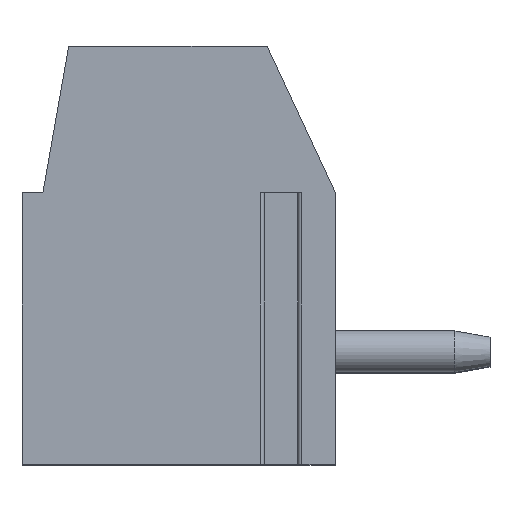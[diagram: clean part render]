
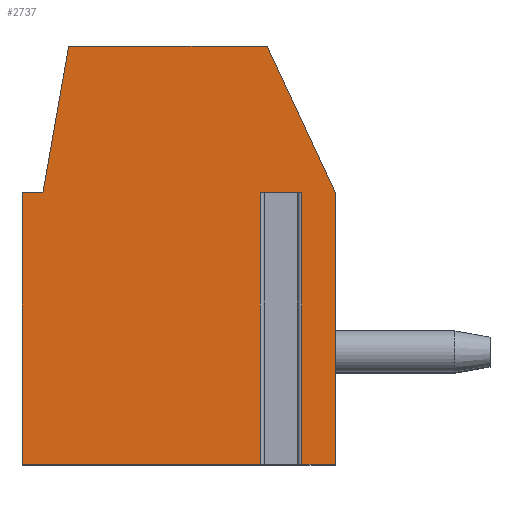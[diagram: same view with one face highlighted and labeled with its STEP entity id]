
A CAD part, top view. The second image highlights one B-rep face of the part: STEP entity #2737.
In plain terms, the highlighted planar face has unit normal (0, 0, 1).
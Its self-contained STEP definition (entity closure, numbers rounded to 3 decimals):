
#161=DIRECTION('',(-1.,0.,0.));
#162=VECTOR('',#161,0.996);
#163=CARTESIAN_POINT('',(2.948,1.5,12.5));
#164=LINE('',#163,#162);
#165=DIRECTION('',(0.,-1.,0.));
#166=VECTOR('',#165,6.5);
#167=CARTESIAN_POINT('',(1.952,1.5,12.5));
#168=LINE('',#167,#166);
#169=DIRECTION('',(1.,0.,0.));
#170=VECTOR('',#169,5.702);
#171=CARTESIAN_POINT('',(-3.75,-5.,12.5));
#172=LINE('',#171,#170);
#173=DIRECTION('',(0.,-1.,0.));
#174=VECTOR('',#173,6.5);
#175=CARTESIAN_POINT('',(-3.75,1.5,12.5));
#176=LINE('',#175,#174);
#177=DIRECTION('',(-1.,0.,0.));
#178=VECTOR('',#177,0.5);
#179=CARTESIAN_POINT('',(-3.25,1.5,12.5));
#180=LINE('',#179,#178);
#181=DIRECTION('',(-0.174,-0.985,0.));
#182=VECTOR('',#181,3.554);
#183=CARTESIAN_POINT('',(-2.633,5.,12.5));
#184=LINE('',#183,#182);
#185=DIRECTION('',(-1.,0.,0.));
#186=VECTOR('',#185,4.751);
#187=CARTESIAN_POINT('',(2.118,5.,12.5));
#188=LINE('',#187,#186);
#189=DIRECTION('',(-0.423,0.906,0.));
#190=VECTOR('',#189,3.862);
#191=CARTESIAN_POINT('',(3.75,1.5,12.5));
#192=LINE('',#191,#190);
#193=DIRECTION('',(0.,1.,0.));
#194=VECTOR('',#193,6.5);
#195=CARTESIAN_POINT('',(3.75,-5.,12.5));
#196=LINE('',#195,#194);
#197=DIRECTION('',(1.,0.,0.));
#198=VECTOR('',#197,0.802);
#199=CARTESIAN_POINT('',(2.948,-5.,12.5));
#200=LINE('',#199,#198);
#201=DIRECTION('',(0.,-1.,0.));
#202=VECTOR('',#201,6.5);
#203=CARTESIAN_POINT('',(2.948,1.5,12.5));
#204=LINE('',#203,#202);
#2047=CARTESIAN_POINT('',(3.75,-5.,12.5));
#2048=CARTESIAN_POINT('',(3.75,1.5,12.5));
#2049=VERTEX_POINT('',#2047);
#2050=VERTEX_POINT('',#2048);
#2051=CARTESIAN_POINT('',(2.118,5.,12.5));
#2052=VERTEX_POINT('',#2051);
#2053=CARTESIAN_POINT('',(-2.633,5.,12.5));
#2054=VERTEX_POINT('',#2053);
#2055=CARTESIAN_POINT('',(-3.25,1.5,12.5));
#2056=VERTEX_POINT('',#2055);
#2057=CARTESIAN_POINT('',(-3.75,1.5,12.5));
#2058=VERTEX_POINT('',#2057);
#2059=CARTESIAN_POINT('',(-3.75,-5.,12.5));
#2060=VERTEX_POINT('',#2059);
#2105=CARTESIAN_POINT('',(2.948,1.5,12.5));
#2106=CARTESIAN_POINT('',(1.952,1.5,12.5));
#2107=VERTEX_POINT('',#2105);
#2108=VERTEX_POINT('',#2106);
#2109=CARTESIAN_POINT('',(2.948,-5.,12.5));
#2110=VERTEX_POINT('',#2109);
#2111=CARTESIAN_POINT('',(1.952,-5.,12.5));
#2112=VERTEX_POINT('',#2111);
#2711=CARTESIAN_POINT('',(0.,0.,12.5));
#2712=DIRECTION('',(0.,0.,1.));
#2713=DIRECTION('',(1.,0.,0.));
#2714=AXIS2_PLACEMENT_3D('',#2711,#2712,#2713);
#2715=PLANE('',#2714);
#2717=ORIENTED_EDGE('',*,*,#2716,.T.);
#2719=ORIENTED_EDGE('',*,*,#2718,.T.);
#2720=ORIENTED_EDGE('',*,*,#2679,.F.);
#2722=ORIENTED_EDGE('',*,*,#2721,.F.);
#2724=ORIENTED_EDGE('',*,*,#2723,.F.);
#2726=ORIENTED_EDGE('',*,*,#2725,.F.);
#2728=ORIENTED_EDGE('',*,*,#2727,.F.);
#2730=ORIENTED_EDGE('',*,*,#2729,.F.);
#2732=ORIENTED_EDGE('',*,*,#2731,.F.);
#2733=ORIENTED_EDGE('',*,*,#2658,.F.);
#2734=ORIENTED_EDGE('',*,*,#2701,.F.);
#2735=EDGE_LOOP('',(#2717,#2719,#2720,#2722,#2724,#2726,#2728,#2730,#2732,#2733,
#2734));
#2736=FACE_OUTER_BOUND('',#2735,.F.);
#2658=EDGE_CURVE('',#2110,#2049,#200,.T.);
#2679=EDGE_CURVE('',#2060,#2112,#172,.T.);
#2701=EDGE_CURVE('',#2107,#2110,#204,.T.);
#2716=EDGE_CURVE('',#2107,#2108,#164,.T.);
#2718=EDGE_CURVE('',#2108,#2112,#168,.T.);
#2721=EDGE_CURVE('',#2058,#2060,#176,.T.);
#2723=EDGE_CURVE('',#2056,#2058,#180,.T.);
#2725=EDGE_CURVE('',#2054,#2056,#184,.T.);
#2727=EDGE_CURVE('',#2052,#2054,#188,.T.);
#2729=EDGE_CURVE('',#2050,#2052,#192,.T.);
#2731=EDGE_CURVE('',#2049,#2050,#196,.T.);
#2737=ADVANCED_FACE('',(#2736),#2715,.T.);
